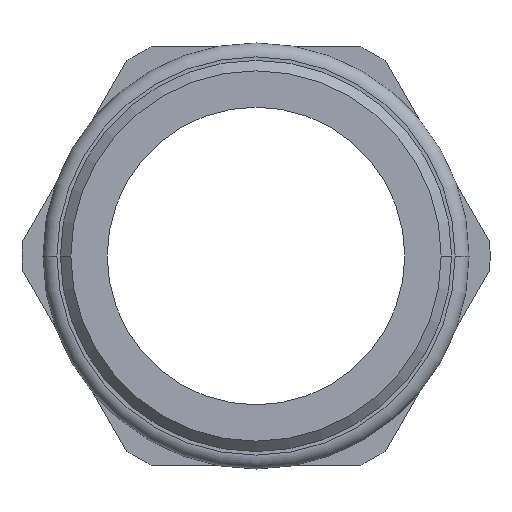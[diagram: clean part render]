
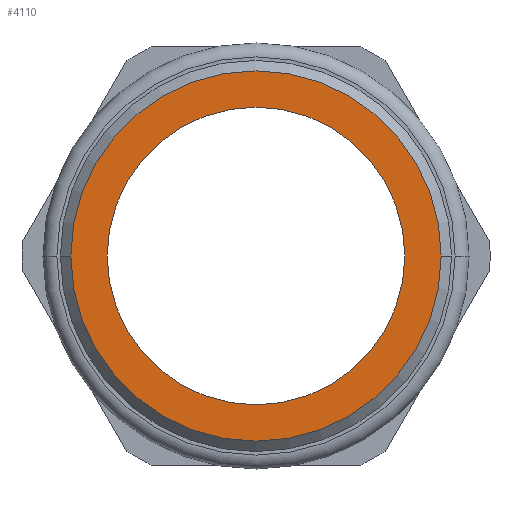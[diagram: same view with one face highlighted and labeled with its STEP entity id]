
A CAD part, front view. The second image highlights one B-rep face of the part: STEP entity #4110.
In plain terms, the highlighted planar face has unit normal (0, -1, 0).
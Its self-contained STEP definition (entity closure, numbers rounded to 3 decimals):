
#3560=CARTESIAN_POINT('',(30.049,0.,0.));
#3570=VERTEX_POINT('',#3560);
#3650=CARTESIAN_POINT('',(3.549,0.,0.));
#3660=VERTEX_POINT('',#3650);
#3690=CARTESIAN_POINT('',(16.799,0.,0.));
#3700=DIRECTION('',(0.,1.,0.));
#3710=DIRECTION('',(-1.,0.,0.));
#3720=AXIS2_PLACEMENT_3D('',#3690,#3700,#3710);
#3730=CIRCLE('',#3720,13.25);
#3740=EDGE_CURVE('',#3570,#3660,#3730,.T.);
#3860=CARTESIAN_POINT('',(10.174,0.,0.));
#3870=DIRECTION('',(-0.,-1.,-0.));
#3880=DIRECTION('',(-1.,0.,0.));
#3890=AXIS2_PLACEMENT_3D('',#3860,#3870,#3880);
#3900=PLANE('',#3890);
#3910=EDGE_CURVE('',#3660,#3570,#3730,.T.);
#3920=ORIENTED_EDGE('',*,*,#3910,.F.);
#3930=ORIENTED_EDGE('',*,*,#3740,.F.);
#3940=EDGE_LOOP('',(#3930,#3920));
#3950=FACE_OUTER_BOUND('',#3940,.T.);
#3960=CARTESIAN_POINT('',(16.799,0.,0.));
#3970=DIRECTION('',(0.,-1.,0.));
#3980=DIRECTION('',(-1.,0.,0.));
#3990=AXIS2_PLACEMENT_3D('',#3960,#3970,#3980);
#4000=CIRCLE('',#3990,10.65);
#4010=CARTESIAN_POINT('',(27.449,0.,0.));
#4020=VERTEX_POINT('',#4010);
#4030=CARTESIAN_POINT('',(6.149,0.,0.));
#4040=VERTEX_POINT('',#4030);
#4050=EDGE_CURVE('',#4020,#4040,#4000,.T.);
#4060=ORIENTED_EDGE('',*,*,#4050,.F.);
#4070=EDGE_CURVE('',#4040,#4020,#4000,.T.);
#4080=ORIENTED_EDGE('',*,*,#4070,.F.);
#4090=EDGE_LOOP('',(#4080,#4060));
#4100=FACE_BOUND('',#4090,.T.);
#4110=ADVANCED_FACE('',(#3950,#4100),#3900,.T.);
